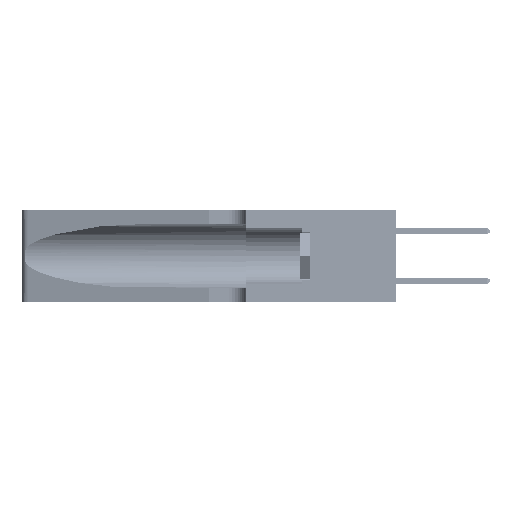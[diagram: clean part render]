
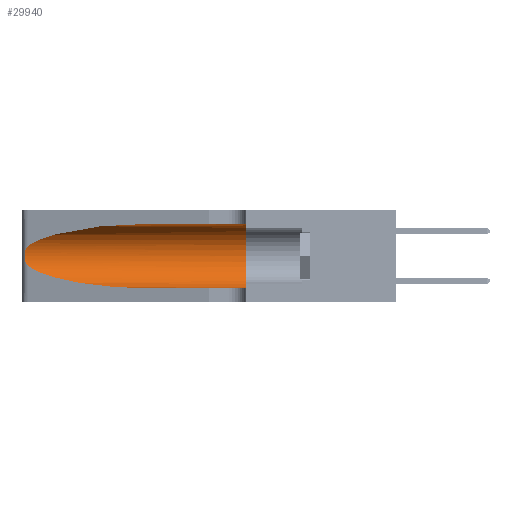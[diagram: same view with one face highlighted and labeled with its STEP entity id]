
A CAD part, left-side view. The second image highlights one B-rep face of the part: STEP entity #29940.
In plain terms, the highlighted cylindrical face has radius 3.308 mm (diameter 6.617 mm), a partial arc.
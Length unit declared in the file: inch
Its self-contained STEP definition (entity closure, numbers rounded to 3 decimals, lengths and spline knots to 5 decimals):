
#1029 = CARTESIAN_POINT ( 'NONE',  ( 0.25639, 1.23186, 0.15144 ) ) ;
#1484 = ORIENTED_EDGE ( 'NONE', *, *, #4943, .F. ) ;
#2211 = VERTEX_POINT ( 'NONE', #33604 ) ;
#3061 = DIRECTION ( 'NONE',  ( 0., -1., 0. ) ) ;
#4054 = CARTESIAN_POINT ( 'NONE',  ( 0.1305, 0.72297, 0.05475 ) ) ;
#4943 = EDGE_CURVE ( 'NONE', #23758, #8239, #34389, .T. ) ;
#4995 = CARTESIAN_POINT ( 'NONE',  ( 0.25487, 1.22718, 0.22369 ) ) ;
#5177 = CARTESIAN_POINT ( 'NONE',  ( 0.25487, 1.22718, 0.14631 ) ) ;
#6023 = LINE ( 'NONE', #50603, #27995 ) ;
#6734 = VERTEX_POINT ( 'NONE', #20001 ) ;
#7625 = CIRCLE ( 'NONE', #8295, 0.13025 ) ;
#7742 = EDGE_CURVE ( 'NONE', #8239, #32733, #7625, .T. ) ;
#7868 = CARTESIAN_POINT ( 'NONE',  ( 0.18966, 0.96281, 0.31525 ) ) ;
#8239 = VERTEX_POINT ( 'NONE', #26187 ) ;
#8295 = AXIS2_PLACEMENT_3D ( 'NONE', #23521, #52317, #27688 ) ;
#9085 = VERTEX_POINT ( 'NONE', #43834 ) ;
#9156 = CARTESIAN_POINT ( 'NONE',  ( 0.25639, 1.23184, 0.21858 ) ) ;
#9446 = EDGE_CURVE ( 'NONE', #2211, #9085, #32588, .T. ) ;
#9749 = EDGE_LOOP ( 'NONE', ( #25329, #28546, #17583, #9794, #38265, #1484 ) ) ;
#9794 = ORIENTED_EDGE ( 'NONE', *, *, #43675, .T. ) ;
#13344 = CARTESIAN_POINT ( 'NONE',  ( 0.25854, 1.2359, 0.20912 ) ) ;
#17282 = CARTESIAN_POINT ( 'NONE',  ( 0.1305, 0.72297, 0.31525 ) ) ;
#17465 = CARTESIAN_POINT ( 'NONE',  ( 0.26075, 1.23896, 0.19203 ) ) ;
#17583 = ORIENTED_EDGE ( 'NONE', *, *, #23551, .T. ) ;
#20001 = CARTESIAN_POINT ( 'NONE',  ( 0.1305, 0.72297, 0.05475 ) ) ;
#20338 = CARTESIAN_POINT ( 'NONE',  ( 0.2373, 1.15595, 0.28018 ) ) ;
#20464 = CARTESIAN_POINT ( 'NONE',  ( 0.25487, 1.22718, 0.14631 ) ) ;
#21369 =( BOUNDED_CURVE ( )  B_SPLINE_CURVE ( 3, ( #36726, #7868, #20338, #49151 ),
 .UNSPECIFIED., .F., .T. ) 
 B_SPLINE_CURVE_WITH_KNOTS ( ( 4, 4 ),
 ( 1.5708, 2.84003 ),
 .UNSPECIFIED. ) 
 CURVE ( )  GEOMETRIC_REPRESENTATION_ITEM ( )  RATIONAL_B_SPLINE_CURVE ( ( 1., 0.87, 0.87, 1. ) ) 
 REPRESENTATION_ITEM ( '' )  );
#21597 = CARTESIAN_POINT ( 'NONE',  ( 0.26017, 1.23833, 0.17102 ) ) ;
#22728 = CYLINDRICAL_SURFACE ( 'NONE', #29312, 0.13025 ) ;
#23438 = VECTOR ( 'NONE', #38591, 39.37008 ) ;
#23521 = CARTESIAN_POINT ( 'NONE',  ( 0.1305, 0.35, 0.185 ) ) ;
#23551 = EDGE_CURVE ( 'NONE', #9085, #6734, #46130, .T. ) ;
#23758 = VERTEX_POINT ( 'NONE', #17282 ) ;
#24016 = FACE_OUTER_BOUND ( 'NONE', #9749, .T. ) ;
#25329 = ORIENTED_EDGE ( 'NONE', *, *, #43988, .T. ) ;
#25567 = CARTESIAN_POINT ( 'NONE',  ( 0.25555, 1.22994, 0.2215 ) ) ;
#25743 = CARTESIAN_POINT ( 'NONE',  ( 0.25789, 1.23486, 0.15765 ) ) ;
#26187 = CARTESIAN_POINT ( 'NONE',  ( 0.1305, 0.35, 0.31525 ) ) ;
#27688 = DIRECTION ( 'NONE',  ( 0., 0., 1. ) ) ;
#27995 = VECTOR ( 'NONE', #34215, 39.37008 ) ;
#28546 = ORIENTED_EDGE ( 'NONE', *, *, #9446, .T. ) ;
#28778 = CARTESIAN_POINT ( 'NONE',  ( 0.18966, 0.96281, 0.05475 ) ) ;
#29312 = AXIS2_PLACEMENT_3D ( 'NONE', #52402, #3061, #31908 ) ;
#29910 = CARTESIAN_POINT ( 'NONE',  ( 0.25555, 1.22993, 0.14849 ) ) ;
#29940 = ADVANCED_FACE ( 'NONE', ( #24016 ), #22728, .F. ) ;
#31908 = DIRECTION ( 'NONE',  ( 0., 0., -1. ) ) ;
#32588 = B_SPLINE_CURVE_WITH_KNOTS ( 'NONE', 3,
 ( #4995, #25567, #9156, #37998, #13344, #42151, #17465, #46273, #21597, #50418, #25743, #1029, #29910, #5177 ),
 .UNSPECIFIED., .F., .F.,
 ( 4, 2, 2, 2, 2, 2, 4 ),
 ( 0., 0.00027, 0.00053, 0.00107, 0.0016, 0.00187, 0.00214 ),
 .UNSPECIFIED. ) ;
#32733 = VERTEX_POINT ( 'NONE', #49654 ) ;
#33604 = CARTESIAN_POINT ( 'NONE',  ( 0.25487, 1.22718, 0.22369 ) ) ;
#34215 = DIRECTION ( 'NONE',  ( 0., -1., 0. ) ) ;
#34389 = LINE ( 'NONE', #50817, #23438 ) ;
#36726 = CARTESIAN_POINT ( 'NONE',  ( 0.1305, 0.72297, 0.31525 ) ) ;
#37998 = CARTESIAN_POINT ( 'NONE',  ( 0.25787, 1.23484, 0.2124 ) ) ;
#38265 = ORIENTED_EDGE ( 'NONE', *, *, #7742, .F. ) ;
#38591 = DIRECTION ( 'NONE',  ( 0., -1., 0. ) ) ;
#42151 = CARTESIAN_POINT ( 'NONE',  ( 0.26018, 1.23835, 0.19895 ) ) ;
#43675 = EDGE_CURVE ( 'NONE', #6734, #32733, #6023, .T. ) ;
#43834 = CARTESIAN_POINT ( 'NONE',  ( 0.25487, 1.22718, 0.14631 ) ) ;
#43988 = EDGE_CURVE ( 'NONE', #23758, #2211, #21369, .T. ) ;
#45167 = CARTESIAN_POINT ( 'NONE',  ( 0.2373, 1.15595, 0.08982 ) ) ;
#46130 =( BOUNDED_CURVE ( )  B_SPLINE_CURVE ( 3, ( #20464, #45167, #28778, #4054 ),
 .UNSPECIFIED., .F., .T. ) 
 B_SPLINE_CURVE_WITH_KNOTS ( ( 4, 4 ),
 ( 3.44316, 4.71239 ),
 .UNSPECIFIED. ) 
 CURVE ( )  GEOMETRIC_REPRESENTATION_ITEM ( )  RATIONAL_B_SPLINE_CURVE ( ( 1., 0.87, 0.87, 1. ) ) 
 REPRESENTATION_ITEM ( '' )  );
#46273 = CARTESIAN_POINT ( 'NONE',  ( 0.26075, 1.23896, 0.178 ) ) ;
#49151 = CARTESIAN_POINT ( 'NONE',  ( 0.25487, 1.22718, 0.22369 ) ) ;
#49654 = CARTESIAN_POINT ( 'NONE',  ( 0.1305, 0.35, 0.05475 ) ) ;
#50418 = CARTESIAN_POINT ( 'NONE',  ( 0.25856, 1.23593, 0.16098 ) ) ;
#50603 = CARTESIAN_POINT ( 'NONE',  ( 0.1305, 1.61858, 0.05475 ) ) ;
#50817 = CARTESIAN_POINT ( 'NONE',  ( 0.1305, 1.61858, 0.31525 ) ) ;
#52317 = DIRECTION ( 'NONE',  ( 0., 1., 0. ) ) ;
#52402 = CARTESIAN_POINT ( 'NONE',  ( 0.1305, 1.61858, 0.185 ) ) ;
